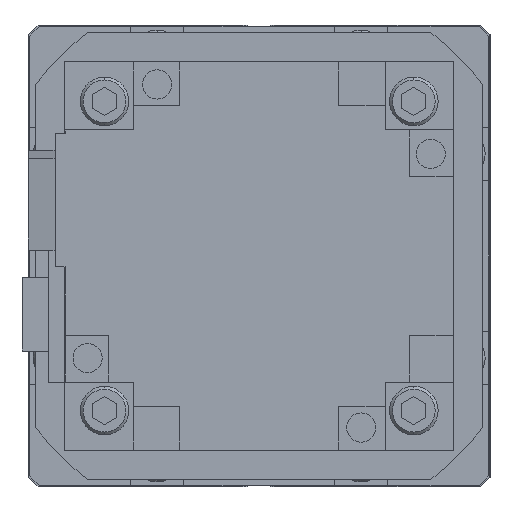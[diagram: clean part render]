
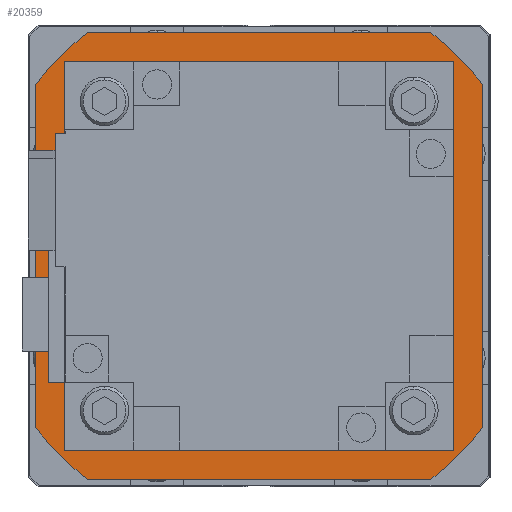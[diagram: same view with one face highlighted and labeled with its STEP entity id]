
A CAD part, left-side view. The second image highlights one B-rep face of the part: STEP entity #20359.
In plain terms, the highlighted face is planar.
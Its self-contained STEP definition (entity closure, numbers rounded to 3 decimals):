
#1515 = DIRECTION ( 'NONE',  ( 0., 0., 1. ) ) ;
#1743 = DIRECTION ( 'NONE',  ( 0., 0., -1. ) ) ;
#2062 = VECTOR ( 'NONE', #3076, 1000. ) ;
#2478 = LINE ( 'NONE', #27963, #23641 ) ;
#3076 = DIRECTION ( 'NONE',  ( 0., 0., -1. ) ) ;
#3964 = DIRECTION ( 'NONE',  ( 1., 0., 0. ) ) ;
#4148 = ORIENTED_EDGE ( 'NONE', *, *, #20245, .T. ) ;
#4260 = DIRECTION ( 'NONE',  ( 1., 0., 0. ) ) ;
#4497 = VECTOR ( 'NONE', #26890, 1000. ) ;
#5099 = LINE ( 'NONE', #28580, #13465 ) ;
#5334 = CIRCLE ( 'NONE', #29588, 58. ) ;
#6005 = EDGE_LOOP ( 'NONE', ( #14347, #19070, #31684, #21027, #4148, #20853, #11641, #32239 ) ) ;
#6135 = CARTESIAN_POINT ( 'NONE',  ( 116.5, 35.327, 46. ) ) ;
#6297 = LINE ( 'NONE', #6135, #4497 ) ;
#6735 = CIRCLE ( 'NONE', #9445, 58. ) ;
#6926 = AXIS2_PLACEMENT_3D ( 'NONE', #17928, #4260, #1743 ) ;
#9445 = AXIS2_PLACEMENT_3D ( 'NONE', #20658, #23359, #15605 ) ;
#9468 = DIRECTION ( 'NONE',  ( 0., 0., -1. ) ) ;
#10120 = DIRECTION ( 'NONE',  ( 1., 0., 0. ) ) ;
#11641 = ORIENTED_EDGE ( 'NONE', *, *, #26797, .T. ) ;
#12356 = AXIS2_PLACEMENT_3D ( 'NONE', #13934, #3964, #24233 ) ;
#12533 = EDGE_CURVE ( 'NONE', #29673, #15249, #26183, .T. ) ;
#12936 = EDGE_CURVE ( 'NONE', #17042, #24060, #2478, .T. ) ;
#13465 = VECTOR ( 'NONE', #20965, 1000. ) ;
#13836 = EDGE_CURVE ( 'NONE', #27741, #30480, #5099, .T. ) ;
#13934 = CARTESIAN_POINT ( 'NONE',  ( 116.5, 0., 0. ) ) ;
#14145 = VERTEX_POINT ( 'NONE', #27845 ) ;
#14347 = ORIENTED_EDGE ( 'NONE', *, *, #28918, .T. ) ;
#15249 = VERTEX_POINT ( 'NONE', #32749 ) ;
#15605 = DIRECTION ( 'NONE',  ( 0., 0., -1. ) ) ;
#15749 = CARTESIAN_POINT ( 'NONE',  ( 116.5, 35.327, 46. ) ) ;
#16373 = VERTEX_POINT ( 'NONE', #15749 ) ;
#17042 = VERTEX_POINT ( 'NONE', #28107 ) ;
#17170 = CIRCLE ( 'NONE', #6926, 58. ) ;
#17359 = EDGE_CURVE ( 'NONE', #16373, #14145, #6297, .T. ) ;
#17557 = FACE_OUTER_BOUND ( 'NONE', #6005, .T. ) ;
#17928 = CARTESIAN_POINT ( 'NONE',  ( 116.5, 0., 0. ) ) ;
#18060 = CARTESIAN_POINT ( 'NONE',  ( 116.5, 35.327, -46. ) ) ;
#18439 = CARTESIAN_POINT ( 'NONE',  ( 116.5, -46., 35.327 ) ) ;
#19070 = ORIENTED_EDGE ( 'NONE', *, *, #17359, .T. ) ;
#20070 = CARTESIAN_POINT ( 'NONE',  ( 116.5, 46., 35.327 ) ) ;
#20245 = EDGE_CURVE ( 'NONE', #15249, #27741, #5334, .T. ) ;
#20359 = ADVANCED_FACE ( 'NONE', ( #17557 ), #27860, .T. ) ;
#20402 = CARTESIAN_POINT ( 'NONE',  ( 116.5, -35.327, -46. ) ) ;
#20658 = CARTESIAN_POINT ( 'NONE',  ( 116.5, 0., 0. ) ) ;
#20853 = ORIENTED_EDGE ( 'NONE', *, *, #13836, .T. ) ;
#20965 = DIRECTION ( 'NONE',  ( 0., 1., 0. ) ) ;
#21027 = ORIENTED_EDGE ( 'NONE', *, *, #12533, .T. ) ;
#22806 = EDGE_CURVE ( 'NONE', #14145, #29673, #6735, .T. ) ;
#23111 = AXIS2_PLACEMENT_3D ( 'NONE', #33262, #10120, #30249 ) ;
#23359 = DIRECTION ( 'NONE',  ( 1., 0., 0. ) ) ;
#23641 = VECTOR ( 'NONE', #1515, 1000. ) ;
#24060 = VERTEX_POINT ( 'NONE', #20070 ) ;
#24233 = DIRECTION ( 'NONE',  ( 0., 0., -1. ) ) ;
#25291 = CIRCLE ( 'NONE', #12356, 58. ) ;
#26183 = LINE ( 'NONE', #18439, #2062 ) ;
#26797 = EDGE_CURVE ( 'NONE', #30480, #17042, #25291, .T. ) ;
#26890 = DIRECTION ( 'NONE',  ( 0., -1., 0. ) ) ;
#27741 = VERTEX_POINT ( 'NONE', #20402 ) ;
#27845 = CARTESIAN_POINT ( 'NONE',  ( 116.5, -35.327, 46. ) ) ;
#27860 = PLANE ( 'NONE',  #23111 ) ;
#27963 = CARTESIAN_POINT ( 'NONE',  ( 116.5, 46., -35.327 ) ) ;
#28107 = CARTESIAN_POINT ( 'NONE',  ( 116.5, 46., -35.327 ) ) ;
#28580 = CARTESIAN_POINT ( 'NONE',  ( 116.5, -35.327, -46. ) ) ;
#28918 = EDGE_CURVE ( 'NONE', #24060, #16373, #17170, .T. ) ;
#29588 = AXIS2_PLACEMENT_3D ( 'NONE', #29754, #32446, #9468 ) ;
#29673 = VERTEX_POINT ( 'NONE', #30476 ) ;
#29754 = CARTESIAN_POINT ( 'NONE',  ( 116.5, 0., 0. ) ) ;
#30249 = DIRECTION ( 'NONE',  ( 0., 1., 0. ) ) ;
#30476 = CARTESIAN_POINT ( 'NONE',  ( 116.5, -46., 35.327 ) ) ;
#30480 = VERTEX_POINT ( 'NONE', #18060 ) ;
#31684 = ORIENTED_EDGE ( 'NONE', *, *, #22806, .T. ) ;
#32239 = ORIENTED_EDGE ( 'NONE', *, *, #12936, .T. ) ;
#32446 = DIRECTION ( 'NONE',  ( 1., 0., 0. ) ) ;
#32749 = CARTESIAN_POINT ( 'NONE',  ( 116.5, -46., -35.327 ) ) ;
#33262 = CARTESIAN_POINT ( 'NONE',  ( 116.5, 0., 0. ) ) ;
